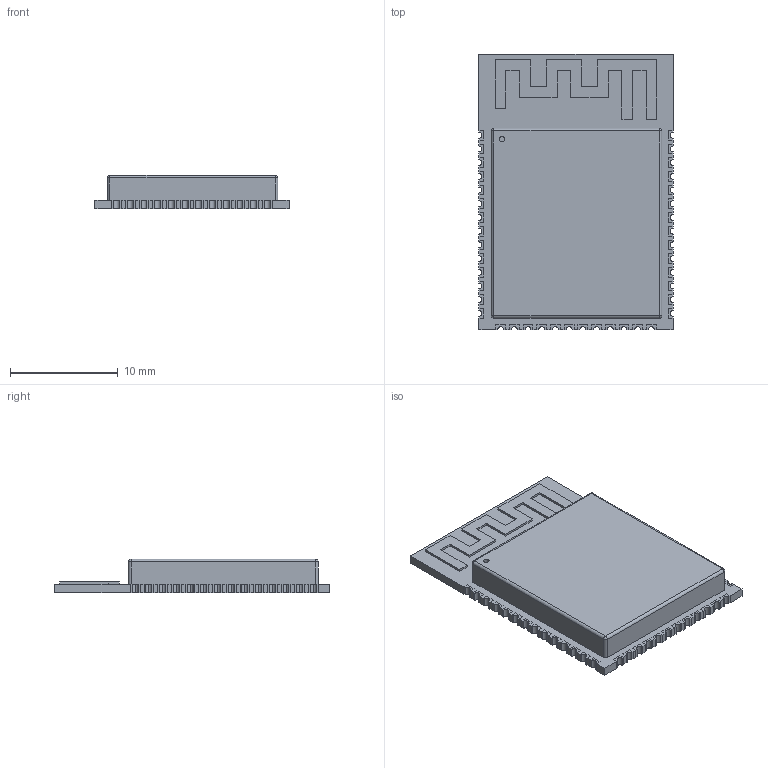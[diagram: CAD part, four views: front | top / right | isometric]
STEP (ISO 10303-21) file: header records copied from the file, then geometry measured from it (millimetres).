
FILE_DESCRIPTION(('FreeCAD Model'),'2;1');
FILE_NAME('Open CASCADE Shape Model','2022-11-18T20:58:04',( 'kicad StepUp'),('ksu MCAD'),'Open CASCADE STEP processor 7.6', 'FreeCAD','Unknown');
FILE_SCHEMA(('AUTOMOTIVE_DESIGN { 1 0 10303 214 1 1 1 1 }'));
Length unit declared in the file: millimetre
Products named in the file (1): ESP32-S3-WROOM-2
Bounding box: 18 x 25.5 x 3.1 mm (x, y, z)
Volume: 1009.1 mm3; surface area: 1898.4 mm2
Topology: 43 solids, 43 shells, 564 faces, 1423 edges, 942 vertices
Faces by surface type: plane 483, cylinder 77, sphere 4
Full cylindrical faces by diameter (mm): 0.5 x1
Entity records: 20928 total; most frequent: CARTESIAN_POINT 2926, ORIENTED_EDGE 2838, DIRECTION 2703, EDGE_CURVE 1419, LINE 1265, VECTOR 1265, VERTEX_POINT 942, AXIS2_PLACEMENT_3D 719
